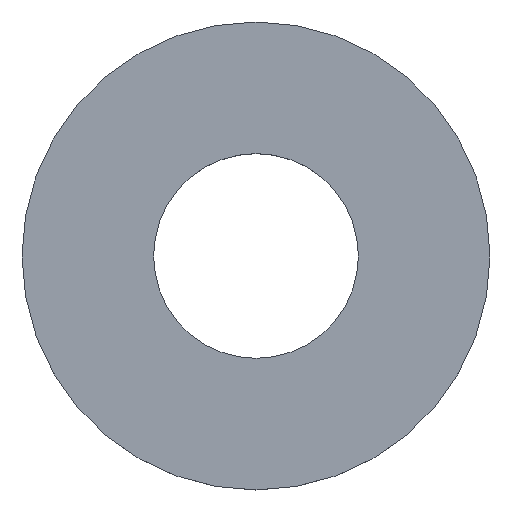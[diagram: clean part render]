
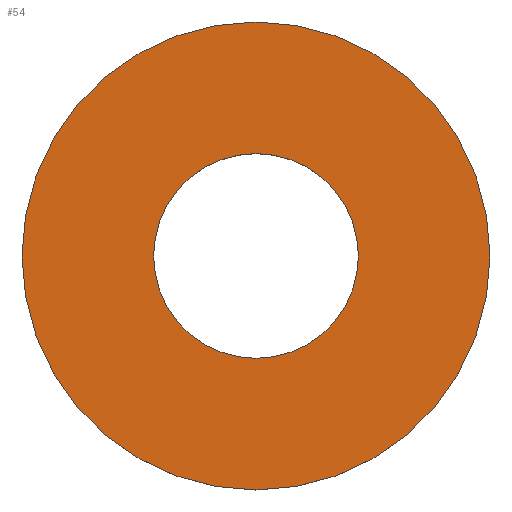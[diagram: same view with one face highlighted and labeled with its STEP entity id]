
A CAD part, top view. The second image highlights one B-rep face of the part: STEP entity #54.
In plain terms, the highlighted planar face has unit normal (0, 0, 1).
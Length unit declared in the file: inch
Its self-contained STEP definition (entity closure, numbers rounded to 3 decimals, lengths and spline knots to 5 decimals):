
#7 = EDGE_LOOP ( 'NONE', ( #120, #146 ) ) ;
#8 = DIRECTION ( 'NONE',  ( 1., 0., 0. ) ) ;
#10 = CIRCLE ( 'NONE', #242, 0.05469 ) ;
#11 = VERTEX_POINT ( 'NONE', #76 ) ;
#13 = ORIENTED_EDGE ( 'NONE', *, *, #186, .F. ) ;
#16 = CIRCLE ( 'NONE', #24, 0.05469 ) ;
#20 = DIRECTION ( 'NONE',  ( 0., 0., 1. ) ) ;
#23 = CARTESIAN_POINT ( 'NONE',  ( 0., 0., 0. ) ) ;
#24 = AXIS2_PLACEMENT_3D ( 'NONE', #162, #161, #156 ) ;
#26 = CARTESIAN_POINT ( 'NONE',  ( 0.05469, 0., 0. ) ) ;
#43 = VERTEX_POINT ( 'NONE', #110 ) ;
#47 = DIRECTION ( 'NONE',  ( 0., 0., 1. ) ) ;
#54 = ADVANCED_FACE ( 'NONE', ( #141, #95 ), #223, .T. ) ;
#76 = CARTESIAN_POINT ( 'NONE',  ( -0.05469, 0., 0. ) ) ;
#78 = CIRCLE ( 'NONE', #249, 0.125 ) ;
#86 = VERTEX_POINT ( 'NONE', #26 ) ;
#95 = FACE_OUTER_BOUND ( 'NONE', #7, .T. ) ;
#110 = CARTESIAN_POINT ( 'NONE',  ( -0.125, 0., 0. ) ) ;
#120 = ORIENTED_EDGE ( 'NONE', *, *, #228, .T. ) ;
#121 = EDGE_LOOP ( 'NONE', ( #238, #13 ) ) ;
#134 = VERTEX_POINT ( 'NONE', #241 ) ;
#141 = FACE_BOUND ( 'NONE', #121, .T. ) ;
#146 = ORIENTED_EDGE ( 'NONE', *, *, #233, .T. ) ;
#152 = DIRECTION ( 'NONE',  ( 1., 0., 0. ) ) ;
#156 = DIRECTION ( 'NONE',  ( 1., 0., 0. ) ) ;
#161 = DIRECTION ( 'NONE',  ( 0., 0., 1. ) ) ;
#162 = CARTESIAN_POINT ( 'NONE',  ( 0., 0., 0. ) ) ;
#163 = AXIS2_PLACEMENT_3D ( 'NONE', #23, #20, #8 ) ;
#170 = DIRECTION ( 'NONE',  ( 1., 0., 0. ) ) ;
#171 = DIRECTION ( 'NONE',  ( 0., 0., 1. ) ) ;
#176 = CARTESIAN_POINT ( 'NONE',  ( 0., 0., 0. ) ) ;
#179 = DIRECTION ( 'NONE',  ( 1., 0., 0. ) ) ;
#180 = EDGE_CURVE ( 'NONE', #86, #11, #10, .T. ) ;
#181 = CARTESIAN_POINT ( 'NONE',  ( 0., 0., 0. ) ) ;
#182 = DIRECTION ( 'NONE',  ( 0., 0., 1. ) ) ;
#186 = EDGE_CURVE ( 'NONE', #11, #86, #16, .T. ) ;
#193 = CARTESIAN_POINT ( 'NONE',  ( 0., 0., 0. ) ) ;
#195 = CIRCLE ( 'NONE', #163, 0.125 ) ;
#223 = PLANE ( 'NONE',  #245 ) ;
#228 = EDGE_CURVE ( 'NONE', #134, #43, #195, .T. ) ;
#233 = EDGE_CURVE ( 'NONE', #43, #134, #78, .T. ) ;
#238 = ORIENTED_EDGE ( 'NONE', *, *, #180, .F. ) ;
#241 = CARTESIAN_POINT ( 'NONE',  ( 0.125, 0., 0. ) ) ;
#242 = AXIS2_PLACEMENT_3D ( 'NONE', #181, #171, #170 ) ;
#245 = AXIS2_PLACEMENT_3D ( 'NONE', #176, #47, #152 ) ;
#249 = AXIS2_PLACEMENT_3D ( 'NONE', #193, #182, #179 ) ;
